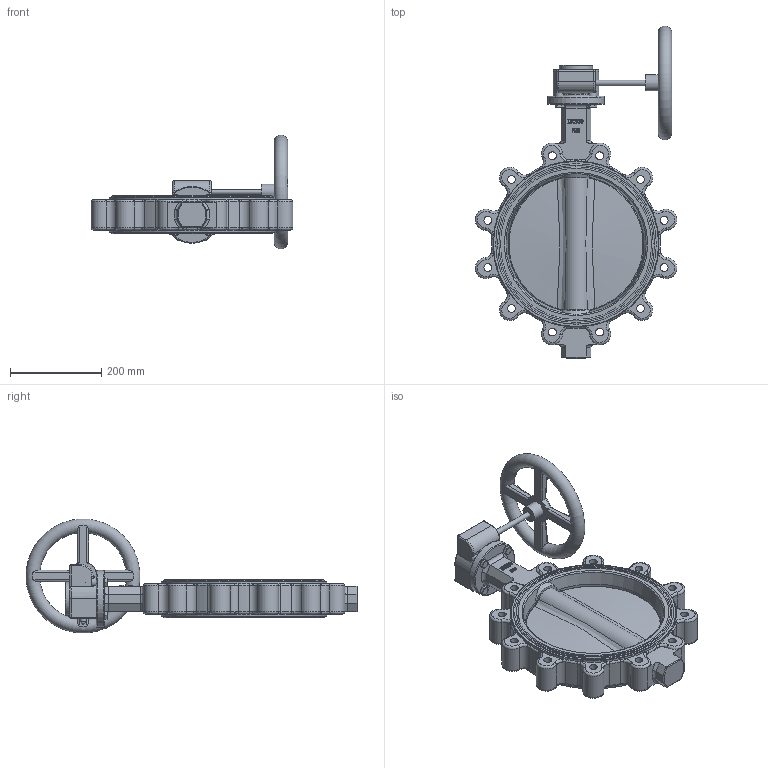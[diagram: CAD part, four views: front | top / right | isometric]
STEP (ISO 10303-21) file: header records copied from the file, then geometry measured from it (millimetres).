
FILE_DESCRIPTION(/* description */ ('Unknown'),/* implementation_level */ '2;1');
FILE_NAME(/* name */ '5211_5221-17',/* time_stamp */ '2022-07-20T08:42:17+02:00',/* author */ ('Unknown'),/* organization */ ('Unknown'),/* preprocessor_version */ 'ST-DEVELOPER v16.7',/* originating_system */ 'Solid Edge',/* authorisation */ 'Unknown');
FILE_SCHEMA (('AUTOMOTIVE_DESIGN {1 0 10303 214 3 1 1}'));
Length unit declared in the file: millimetre
Products named in the file (10): LUG_DN300_PN10; DIN 933 M10x30 A2-70 BLK_EDST; LUG-DN300_PN10; DN300-PN10; seat; disc; shaft1; shaft2; bushing1; Schneckenradgetriebe DN300
Assembly tree (13 placements, depth 3):
  LUG_DN300_PN10
    DIN 933 M10x30 A2-70 BLK_EDST  x4
    LUG-DN300_PN10
      DN300-PN10
      seat
      disc
      shaft1
      shaft2
      bushing1  x2
    Schneckenradgetriebe DN300
Bounding box: 442.03 x 727.89 x 249.85 mm (x, y, z)
Volume: 7683748.8 mm3; surface area: 1156302.6 mm2
Topology: 12 solids, 12 shells, 933 faces, 2289 edges, 1430 vertices
Faces by surface type: plane 334, cylinder 218, bspline 191, torus 154, cone 30, sphere 6
Full cylindrical faces by diameter (mm): 6.647 x4, 6.8 x1, 8.376 x4, 10 x4, 12 x5, 13 x2, 17 x4, 17.294 x12, 22 x1, 27.5 x1, 31.6 x5, 31.8 x1, 31.9 x2, 35 x1, 38.1 x4, 38.15 x2, 45 x2, 48 x1, 59 x1, 71 x1, 73 x1, 125 x1, 312.8 x4, 337 x4, 351.5 x2, 352 x2, 364 x2
Entity records: 32692 total; most frequent: CARTESIAN_POINT 12179, ORIENTED_EDGE 4020, DIRECTION 3748, EDGE_CURVE 2010, AXIS2_PLACEMENT_3D 1525, VERTEX_POINT 1318, FACE_BOUND 1082, EDGE_LOOP 1080
